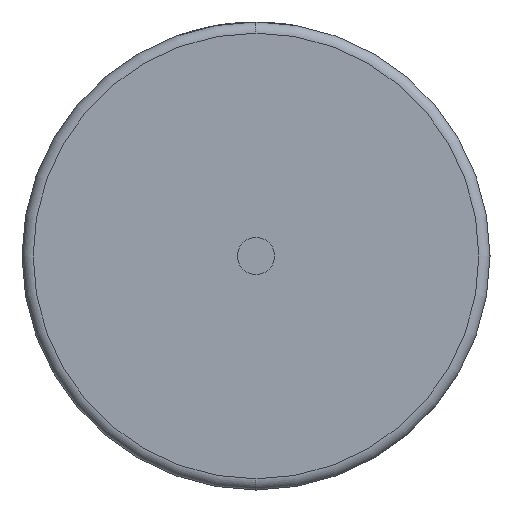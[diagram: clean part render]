
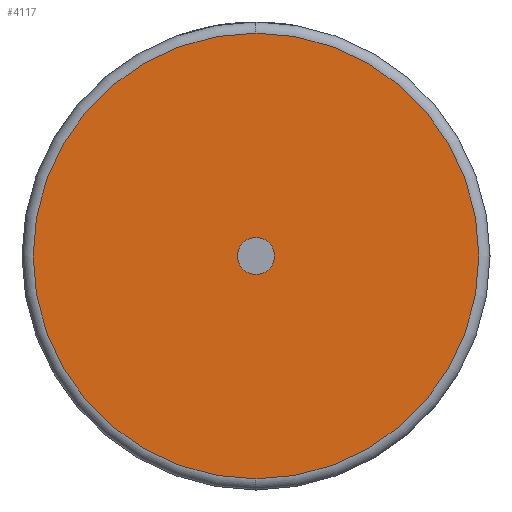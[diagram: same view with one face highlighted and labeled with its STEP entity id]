
A CAD part, left-side view. The second image highlights one B-rep face of the part: STEP entity #4117.
In plain terms, the highlighted planar face has unit normal (-1, 0, 0).
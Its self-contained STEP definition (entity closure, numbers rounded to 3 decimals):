
#35 = PLANE ( 'NONE',  #1294 ) ;
#167 = CIRCLE ( 'NONE', #2934, 0.415 ) ;
#342 = EDGE_CURVE ( 'NONE', #1519, #2366, #2513, .T. ) ;
#450 = CIRCLE ( 'NONE', #3533, 5. ) ;
#476 = CARTESIAN_POINT ( 'NONE',  ( 0., 0., 0. ) ) ;
#998 = DIRECTION ( 'NONE',  ( -1., 0., 0. ) ) ;
#1086 = EDGE_LOOP ( 'NONE', ( #2578, #3574 ) ) ;
#1123 = AXIS2_PLACEMENT_3D ( 'NONE', #3148, #1299, #2433 ) ;
#1136 = ORIENTED_EDGE ( 'NONE', *, *, #342, .T. ) ;
#1193 = CARTESIAN_POINT ( 'NONE',  ( 0., 0., 0. ) ) ;
#1294 = AXIS2_PLACEMENT_3D ( 'NONE', #1193, #1526, #4115 ) ;
#1299 = DIRECTION ( 'NONE',  ( -1., 0., 0. ) ) ;
#1402 = CARTESIAN_POINT ( 'NONE',  ( 0., 0., 0. ) ) ;
#1519 = VERTEX_POINT ( 'NONE', #4601 ) ;
#1526 = DIRECTION ( 'NONE',  ( 1., 0., 0. ) ) ;
#1772 = FACE_OUTER_BOUND ( 'NONE', #2418, .T. ) ;
#1853 = DIRECTION ( 'NONE',  ( -1., 0., 0. ) ) ;
#1869 = DIRECTION ( 'NONE',  ( 0., 0., -1. ) ) ;
#1917 = CARTESIAN_POINT ( 'NONE',  ( 0., 0., -0.415 ) ) ;
#1926 = DIRECTION ( 'NONE',  ( -1., 0., 0. ) ) ;
#2005 = FACE_BOUND ( 'NONE', #1086, .T. ) ;
#2297 = CIRCLE ( 'NONE', #1123, 0.415 ) ;
#2366 = VERTEX_POINT ( 'NONE', #4039 ) ;
#2418 = EDGE_LOOP ( 'NONE', ( #1136, #4343 ) ) ;
#2433 = DIRECTION ( 'NONE',  ( 0., 0., -1. ) ) ;
#2513 = CIRCLE ( 'NONE', #4329, 5. ) ;
#2537 = CARTESIAN_POINT ( 'NONE',  ( 0., 0., 0.415 ) ) ;
#2578 = ORIENTED_EDGE ( 'NONE', *, *, #3200, .F. ) ;
#2934 = AXIS2_PLACEMENT_3D ( 'NONE', #476, #1926, #4488 ) ;
#3148 = CARTESIAN_POINT ( 'NONE',  ( 0., 0., 0. ) ) ;
#3200 = EDGE_CURVE ( 'NONE', #3218, #4515, #167, .T. ) ;
#3218 = VERTEX_POINT ( 'NONE', #1917 ) ;
#3533 = AXIS2_PLACEMENT_3D ( 'NONE', #4719, #1853, #1869 ) ;
#3574 = ORIENTED_EDGE ( 'NONE', *, *, #4269, .F. ) ;
#3800 = EDGE_CURVE ( 'NONE', #2366, #1519, #450, .T. ) ;
#3961 = DIRECTION ( 'NONE',  ( 0., 0., -1. ) ) ;
#4039 = CARTESIAN_POINT ( 'NONE',  ( 0., 0., 5. ) ) ;
#4115 = DIRECTION ( 'NONE',  ( 0., 0., -1. ) ) ;
#4117 = ADVANCED_FACE ( 'NONE', ( #1772, #2005 ), #35, .F. ) ;
#4269 = EDGE_CURVE ( 'NONE', #4515, #3218, #2297, .T. ) ;
#4329 = AXIS2_PLACEMENT_3D ( 'NONE', #1402, #998, #3961 ) ;
#4343 = ORIENTED_EDGE ( 'NONE', *, *, #3800, .T. ) ;
#4488 = DIRECTION ( 'NONE',  ( 0., 0., -1. ) ) ;
#4515 = VERTEX_POINT ( 'NONE', #2537 ) ;
#4601 = CARTESIAN_POINT ( 'NONE',  ( 0., 0., -5. ) ) ;
#4719 = CARTESIAN_POINT ( 'NONE',  ( 0., 0., 0. ) ) ;
